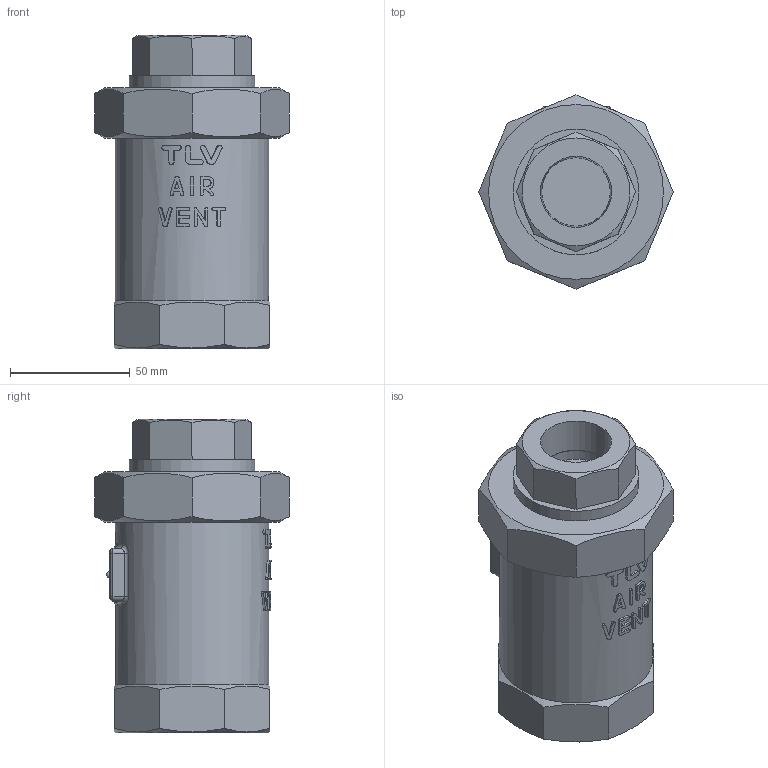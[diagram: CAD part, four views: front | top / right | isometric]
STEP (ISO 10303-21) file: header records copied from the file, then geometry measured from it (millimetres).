
FILE_DESCRIPTION((''),'2;1');
FILE_NAME('vas00-040-screw-00.stp','2010-08-09T10:58:41',('nakaot'),(''),'Autodesk Inventor 2008','Autodesk Inventor 2008','');
FILE_SCHEMA(('AUTOMOTIVE_DESIGN { 1 0 10303 214 1 1 1 1 }'));
Length unit declared in the file: millimetre
Products named in the file (1): vas00-040-screw-00
Bounding box: 81.18 x 81.18 x 131 mm (x, y, z)
Volume: 392480.9 mm3; surface area: 40334.9 mm2
Topology: 1 solids, 1 shells, 191 faces, 482 edges, 311 vertices
Faces by surface type: plane 80, bspline 76, cylinder 28, cone 5, sphere 1, torus 1
Full cylindrical faces by diameter (mm): 52.5 x1, 64 x1
Entity records: 24083 total; most frequent: CARTESIAN_POINT 20136, ORIENTED_EDGE 928, DIRECTION 589, EDGE_CURVE 464, VERTEX_POINT 308, EDGE_LOOP 224, AXIS2_PLACEMENT_3D 203, FACE_OUTER_BOUND 191
